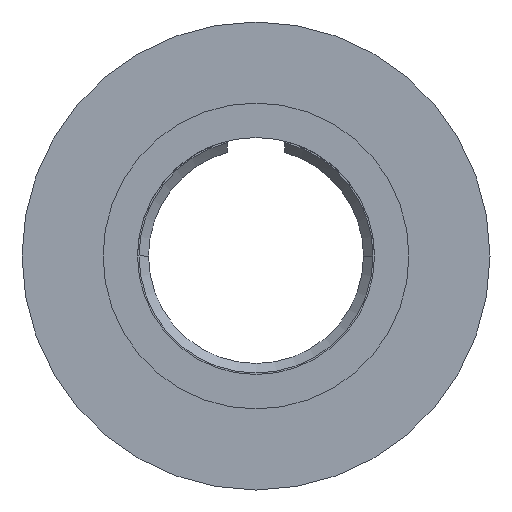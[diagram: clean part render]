
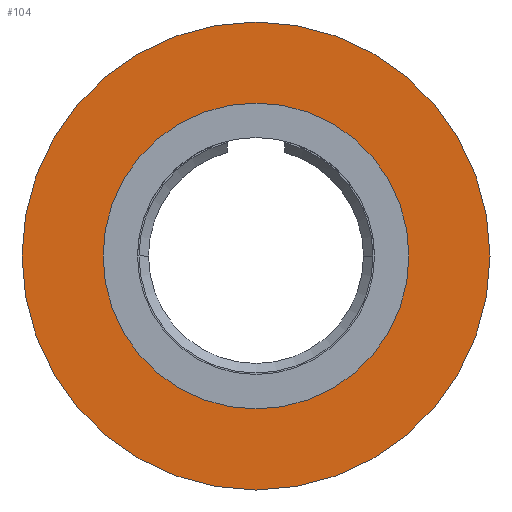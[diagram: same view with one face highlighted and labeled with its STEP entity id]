
A CAD part, front view. The second image highlights one B-rep face of the part: STEP entity #104.
In plain terms, the highlighted planar face has unit normal (0, -1, 0).
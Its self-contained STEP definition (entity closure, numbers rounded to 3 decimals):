
#104=ADVANCED_FACE('',(#222,#223),#224,.T.);
#222=FACE_BOUND('',#354,.T.);
#223=FACE_OUTER_BOUND('',#355,.T.);
#224=PLANE('',#356);
#354=EDGE_LOOP('',(#571,#572));
#355=EDGE_LOOP('',(#573,#574));
#356=AXIS2_PLACEMENT_3D('',#575,#576,#577);
#571=ORIENTED_EDGE('',*,*,#747,.T.);
#572=ORIENTED_EDGE('',*,*,#788,.T.);
#573=ORIENTED_EDGE('',*,*,#794,.T.);
#574=ORIENTED_EDGE('',*,*,#732,.T.);
#575=CARTESIAN_POINT('',(0.0,0.0,0.0));
#576=DIRECTION('',(0.0,-1.0,0.0));
#577=DIRECTION('',(-1.0,0.0,0.0));
#732=EDGE_CURVE('',#855,#852,#856,.T.);
#747=EDGE_CURVE('',#877,#881,#883,.T.);
#788=EDGE_CURVE('',#881,#877,#939,.T.);
#794=EDGE_CURVE('',#852,#855,#945,.T.);
#852=VERTEX_POINT('',#1027);
#855=VERTEX_POINT('',#1031);
#856=CIRCLE('',#1032,20.0);
#877=VERTEX_POINT('',#1127);
#881=VERTEX_POINT('',#1132);
#883=CIRCLE('',#1135,13.075);
#939=CIRCLE('',#1201,13.075);
#945=CIRCLE('',#1207,20.0);
#1027=CARTESIAN_POINT('',(20.0,0.0,0.0));
#1031=CARTESIAN_POINT('',(-20.0,0.0,0.));
#1032=AXIS2_PLACEMENT_3D('',#1357,#1358,#1359);
#1127=CARTESIAN_POINT('',(13.075,0.0,0.0));
#1132=CARTESIAN_POINT('',(-13.075,0.0,0.));
#1135=AXIS2_PLACEMENT_3D('',#1377,#1378,#1379);
#1201=AXIS2_PLACEMENT_3D('',#1438,#1439,#1440);
#1207=AXIS2_PLACEMENT_3D('',#1447,#1448,#1449);
#1357=CARTESIAN_POINT('',(0.0,0.0,0.0));
#1358=DIRECTION('',(0.0,-1.0,0.0));
#1359=DIRECTION('',(1.0,0.0,0.0));
#1377=CARTESIAN_POINT('',(0.0,0.0,0.0));
#1378=DIRECTION('',(-0.0,1.0,0.0));
#1379=DIRECTION('',(1.0,0.0,0.0));
#1438=CARTESIAN_POINT('',(0.0,0.0,0.0));
#1439=DIRECTION('',(-0.0,1.0,0.0));
#1440=DIRECTION('',(1.0,0.0,0.0));
#1447=CARTESIAN_POINT('',(0.0,0.0,0.0));
#1448=DIRECTION('',(0.0,-1.0,0.0));
#1449=DIRECTION('',(1.0,0.0,0.0));
